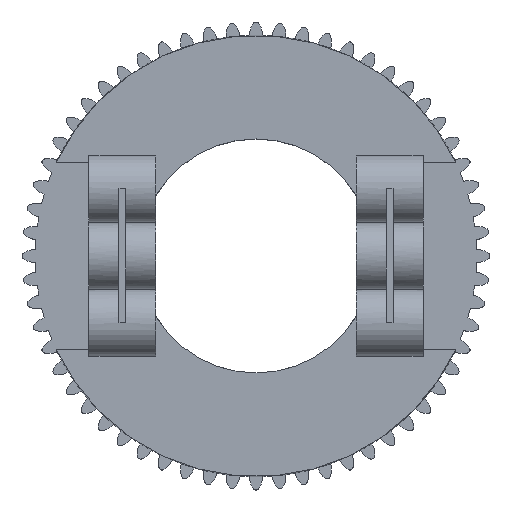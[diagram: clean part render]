
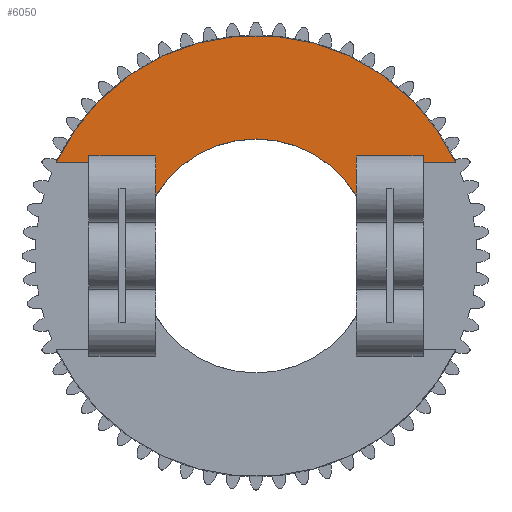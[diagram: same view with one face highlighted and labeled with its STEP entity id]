
A CAD part, top view. The second image highlights one B-rep face of the part: STEP entity #6050.
In plain terms, the highlighted planar face has unit normal (0, 0, 1).
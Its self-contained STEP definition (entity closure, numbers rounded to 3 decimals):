
#329=CIRCLE('',#6448,14.);
#330=CIRCLE('',#6449,26.4);
#887=FACE_OUTER_BOUND('',#1243,.T.);
#1243=EDGE_LOOP('',(#4077,#4078,#4079,#4080,#4081,#4082,#4083,#4084,#4085,
#4086));
#1625=LINE('',#9643,#2013);
#1629=LINE('',#9659,#2017);
#1643=LINE('',#9704,#2031);
#1644=LINE('',#9708,#2032);
#1645=LINE('',#9710,#2033);
#1646=LINE('',#9712,#2034);
#1647=LINE('',#9714,#2035);
#1648=LINE('',#9717,#2036);
#2013=VECTOR('',#7405,4.789);
#2017=VECTOR('',#7421,0.8);
#2031=VECTOR('',#7457,8.);
#2032=VECTOR('',#7460,4.789);
#2033=VECTOR('',#7461,8.);
#2034=VECTOR('',#7462,0.8);
#2035=VECTOR('',#7463,3.906);
#2036=VECTOR('',#7466,3.906);
#2417=VERTEX_POINT('',#9640);
#2418=VERTEX_POINT('',#9642);
#2423=VERTEX_POINT('',#9656);
#2424=VERTEX_POINT('',#9658);
#2445=VERTEX_POINT('',#9705);
#2446=VERTEX_POINT('',#9707);
#2447=VERTEX_POINT('',#9709);
#2448=VERTEX_POINT('',#9711);
#2449=VERTEX_POINT('',#9713);
#2450=VERTEX_POINT('',#9715);
#3073=EDGE_CURVE('',#2418,#2417,#1625,.T.);
#3082=EDGE_CURVE('',#2423,#2424,#1629,.T.);
#3105=EDGE_CURVE('',#2423,#2418,#1643,.T.);
#3106=EDGE_CURVE('',#2445,#2417,#329,.T.);
#3107=EDGE_CURVE('',#2445,#2446,#1644,.T.);
#3108=EDGE_CURVE('',#2447,#2446,#1645,.T.);
#3109=EDGE_CURVE('',#2448,#2447,#1646,.T.);
#3110=EDGE_CURVE('',#2449,#2448,#1647,.T.);
#3111=EDGE_CURVE('',#2449,#2450,#330,.T.);
#3112=EDGE_CURVE('',#2450,#2424,#1648,.T.);
#4077=ORIENTED_EDGE('',*,*,#3082,.F.);
#4078=ORIENTED_EDGE('',*,*,#3105,.T.);
#4079=ORIENTED_EDGE('',*,*,#3073,.T.);
#4080=ORIENTED_EDGE('',*,*,#3106,.F.);
#4081=ORIENTED_EDGE('',*,*,#3107,.T.);
#4082=ORIENTED_EDGE('',*,*,#3108,.F.);
#4083=ORIENTED_EDGE('',*,*,#3109,.F.);
#4084=ORIENTED_EDGE('',*,*,#3110,.F.);
#4085=ORIENTED_EDGE('',*,*,#3111,.T.);
#4086=ORIENTED_EDGE('',*,*,#3112,.T.);
#5941=PLANE('',#6447);
#6050=ADVANCED_FACE('',(#887),#5941,.T.);
#6447=AXIS2_PLACEMENT_3D('',#9703,#7455,#7456);
#6448=AXIS2_PLACEMENT_3D('',#9706,#7458,#7459);
#6449=AXIS2_PLACEMENT_3D('',#9716,#7464,#7465);
#7405=DIRECTION('',(0.,-1.,0.));
#7421=DIRECTION('',(0.,-1.,0.));
#7455=DIRECTION('center_axis',(0.,0.,1.));
#7456=DIRECTION('ref_axis',(1.,0.,0.));
#7457=DIRECTION('',(1.,0.,0.));
#7458=DIRECTION('center_axis',(0.,0.,1.));
#7459=DIRECTION('ref_axis',(1.,0.,0.));
#7460=DIRECTION('',(0.,1.,0.));
#7461=DIRECTION('',(-1.,0.,0.));
#7462=DIRECTION('',(0.,1.,0.));
#7463=DIRECTION('',(-1.,0.,0.));
#7464=DIRECTION('center_axis',(0.,0.,1.));
#7465=DIRECTION('ref_axis',(1.,0.,0.));
#7466=DIRECTION('',(1.,0.,0.));
#9640=CARTESIAN_POINT('',(-12.,7.211,3.2));
#9642=CARTESIAN_POINT('',(-12.,12.,3.2));
#9643=CARTESIAN_POINT('',(-12.,12.,3.2));
#9656=CARTESIAN_POINT('',(-20.,12.,3.2));
#9658=CARTESIAN_POINT('',(-20.,11.2,3.2));
#9659=CARTESIAN_POINT('',(-20.,12.,3.2));
#9703=CARTESIAN_POINT('Origin',(0.,0.,3.2));
#9704=CARTESIAN_POINT('',(-20.,12.,3.2));
#9705=CARTESIAN_POINT('',(12.,7.211,3.2));
#9706=CARTESIAN_POINT('Origin',(0.,0.,3.2));
#9707=CARTESIAN_POINT('',(12.,12.,3.2));
#9708=CARTESIAN_POINT('',(12.,7.211,3.2));
#9709=CARTESIAN_POINT('',(20.,12.,3.2));
#9710=CARTESIAN_POINT('',(20.,12.,3.2));
#9711=CARTESIAN_POINT('',(20.,11.2,3.2));
#9712=CARTESIAN_POINT('',(20.,11.2,3.2));
#9713=CARTESIAN_POINT('',(23.906,11.2,3.2));
#9714=CARTESIAN_POINT('',(23.906,11.2,3.2));
#9715=CARTESIAN_POINT('',(-23.906,11.2,3.2));
#9716=CARTESIAN_POINT('Origin',(0.,0.,3.2));
#9717=CARTESIAN_POINT('',(-23.906,11.2,3.2));
